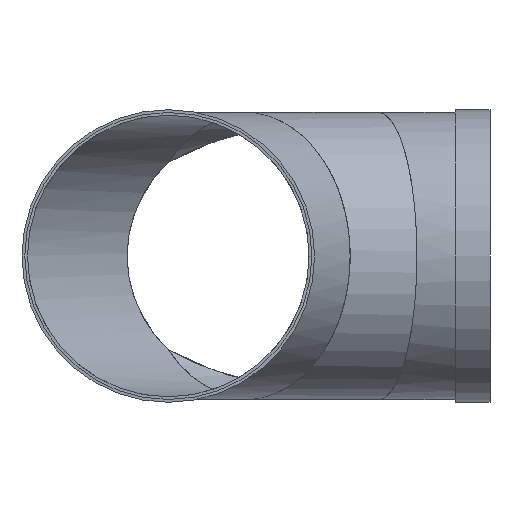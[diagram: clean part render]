
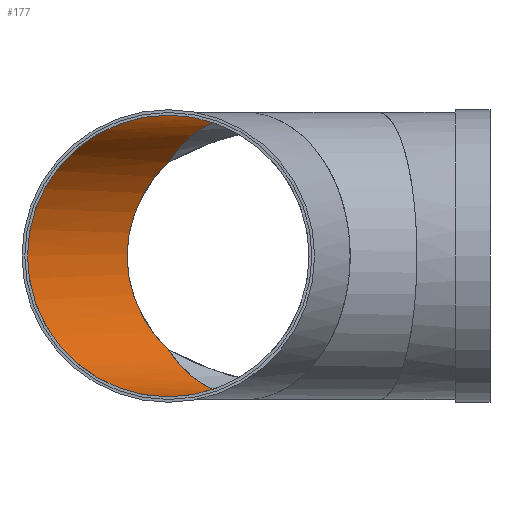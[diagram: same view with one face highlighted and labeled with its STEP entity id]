
A CAD part, left-side view. The second image highlights one B-rep face of the part: STEP entity #177.
In plain terms, the highlighted cylindrical face has radius 309 mm (diameter 618 mm), a full revolution.
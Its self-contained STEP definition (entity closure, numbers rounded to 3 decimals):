
#177 = ADVANCED_FACE( '', ( #303, #304 ), #305, .F. );
#303 = FACE_OUTER_BOUND( '', #419, .T. );
#304 = FACE_OUTER_BOUND( '', #420, .T. );
#305 = CYLINDRICAL_SURFACE( '', #421, 309. );
#419 = EDGE_LOOP( '', ( #551, #552 ) );
#420 = EDGE_LOOP( '', ( #553 ) );
#421 = AXIS2_PLACEMENT_3D( '', #554, #555, #556 );
#551 = ORIENTED_EDGE( '', *, *, #706, .T. );
#552 = ORIENTED_EDGE( '', *, *, #703, .T. );
#553 = ORIENTED_EDGE( '', *, *, #712, .T. );
#554 = CARTESIAN_POINT( '', ( 230.596, 306.596, 0. ) );
#555 = DIRECTION( '', ( 0.866, -0.5, 0. ) );
#556 = DIRECTION( '', ( -0.5, -0.866, 0. ) );
#703 = EDGE_CURVE( '', #780, #785, #787, .T. );
#706 = EDGE_CURVE( '', #785, #780, #790, .T. );
#712 = EDGE_CURVE( '', #798, #798, #799, .T. );
#780 = VERTEX_POINT( '', #882 );
#785 = VERTEX_POINT( '', #888 );
#787 = ELLIPSE( '', #891, 356.802, 309. );
#790 = ELLIPSE( '', #894, 319.9, 309. );
#798 = VERTEX_POINT( '', #902 );
#799 = ELLIPSE( '', #903, 319.9, 309. );
#882 = CARTESIAN_POINT( '', ( 0., 706., -205.685 ) );
#888 = CARTESIAN_POINT( '', ( 0., 706., 205.685 ) );
#891 = AXIS2_PLACEMENT_3D( '', #995, #996, #997 );
#894 = AXIS2_PLACEMENT_3D( '', #1001, #1002, #1003 );
#902 = CARTESIAN_POINT( '', ( -378.396, 1015., 0. ) );
#903 = AXIS2_PLACEMENT_3D( '', #1010, #1011, #1012 );
#995 = CARTESIAN_POINT( '', ( 0., 439.731, 0. ) );
#996 = DIRECTION( '', ( 1., 0., 0. ) );
#997 = DIRECTION( '', ( 0., 1., 0. ) );
#1001 = CARTESIAN_POINT( '', ( -168.808, 537.192, 0. ) );
#1002 = DIRECTION( '', ( 0.707, -0.707, 0. ) );
#1003 = DIRECTION( '', ( -0.707, -0.707, 0. ) );
#1010 = CARTESIAN_POINT( '', ( -461.192, 706., 0. ) );
#1011 = DIRECTION( '', ( -0.966, 0.259, 0. ) );
#1012 = DIRECTION( '', ( 0.259, 0.966, 0. ) );
